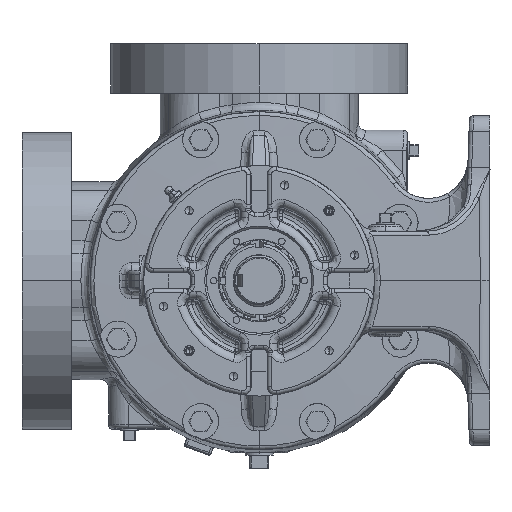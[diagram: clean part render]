
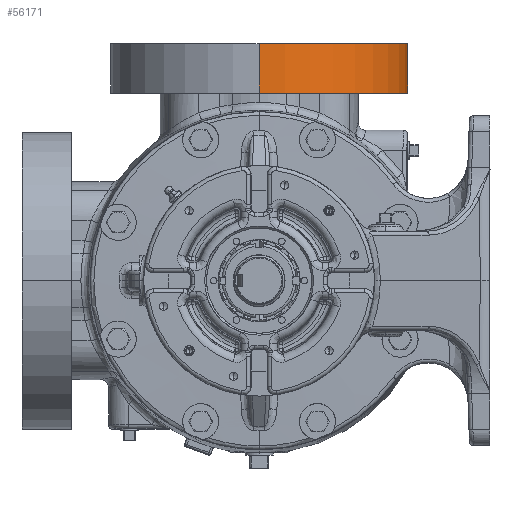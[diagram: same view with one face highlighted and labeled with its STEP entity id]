
A CAD part, left-side view. The second image highlights one B-rep face of the part: STEP entity #56171.
In plain terms, the highlighted cylindrical face has radius 114.3 mm (diameter 228.6 mm), a partial arc.
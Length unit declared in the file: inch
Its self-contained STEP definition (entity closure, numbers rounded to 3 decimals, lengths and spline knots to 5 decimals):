
#2703 = AXIS2_PLACEMENT_3D ( 'NONE', #29364, #234943, #51262 ) ;
#19472 = CARTESIAN_POINT ( 'NONE',  ( 7.845, 0., 7.1875 ) ) ;
#26528 = DIRECTION ( 'NONE',  ( -1., 0., 0. ) ) ;
#27993 = VERTEX_POINT ( 'NONE', #33375 ) ;
#29364 = CARTESIAN_POINT ( 'NONE',  ( 3.345, 0., 7.1875 ) ) ;
#33375 = CARTESIAN_POINT ( 'NONE',  ( 7.845, 0., 5.6875 ) ) ;
#36236 = AXIS2_PLACEMENT_3D ( 'NONE', #171821, #67562, #26528 ) ;
#51262 = DIRECTION ( 'NONE',  ( -1., 0., 0. ) ) ;
#54698 = LINE ( 'NONE', #175393, #249229 ) ;
#56171 = ADVANCED_FACE ( 'NONE', ( #92581 ), #96680, .T. ) ;
#64828 = ORIENTED_EDGE ( 'NONE', *, *, #202194, .F. ) ;
#67562 = DIRECTION ( 'NONE',  ( 0., 0., -1. ) ) ;
#71139 = CARTESIAN_POINT ( 'NONE',  ( -1.155, 0., 7.1875 ) ) ;
#78173 = DIRECTION ( 'NONE',  ( 0., 0., -1. ) ) ;
#78768 = CARTESIAN_POINT ( 'NONE',  ( 3.345, 0., 4.74913 ) ) ;
#92581 = FACE_OUTER_BOUND ( 'NONE', #251471, .T. ) ;
#93577 = EDGE_CURVE ( 'NONE', #229739, #190093, #119457, .T. ) ;
#96680 = CYLINDRICAL_SURFACE ( 'NONE', #157554, 4.5 ) ;
#101830 = CIRCLE ( 'NONE', #36236, 4.5 ) ;
#119457 = LINE ( 'NONE', #219252, #194796 ) ;
#134332 = DIRECTION ( 'NONE',  ( 0., 0., -1. ) ) ;
#136476 = CARTESIAN_POINT ( 'NONE',  ( -1.155, 0., 5.6875 ) ) ;
#157554 = AXIS2_PLACEMENT_3D ( 'NONE', #78768, #165154, #162404 ) ;
#162404 = DIRECTION ( 'NONE',  ( -1., 0., 0. ) ) ;
#164359 = EDGE_CURVE ( 'NONE', #239807, #229739, #238874, .T. ) ;
#165154 = DIRECTION ( 'NONE',  ( 0., 0., -1. ) ) ;
#171821 = CARTESIAN_POINT ( 'NONE',  ( 3.345, 0., 5.6875 ) ) ;
#175393 = CARTESIAN_POINT ( 'NONE',  ( 7.845, 0., 4.74913 ) ) ;
#176573 = EDGE_CURVE ( 'NONE', #239807, #27993, #54698, .T. ) ;
#190093 = VERTEX_POINT ( 'NONE', #136476 ) ;
#194796 = VECTOR ( 'NONE', #78173, 39.37008 ) ;
#202194 = EDGE_CURVE ( 'NONE', #27993, #190093, #101830, .T. ) ;
#219252 = CARTESIAN_POINT ( 'NONE',  ( -1.155, 0., 4.74913 ) ) ;
#221826 = ORIENTED_EDGE ( 'NONE', *, *, #93577, .T. ) ;
#229739 = VERTEX_POINT ( 'NONE', #71139 ) ;
#234943 = DIRECTION ( 'NONE',  ( 0., 0., -1. ) ) ;
#238874 = CIRCLE ( 'NONE', #2703, 4.5 ) ;
#239807 = VERTEX_POINT ( 'NONE', #19472 ) ;
#249229 = VECTOR ( 'NONE', #134332, 39.37008 ) ;
#251471 = EDGE_LOOP ( 'NONE', ( #260134, #269873, #221826, #64828 ) ) ;
#260134 = ORIENTED_EDGE ( 'NONE', *, *, #176573, .F. ) ;
#269873 = ORIENTED_EDGE ( 'NONE', *, *, #164359, .T. ) ;
